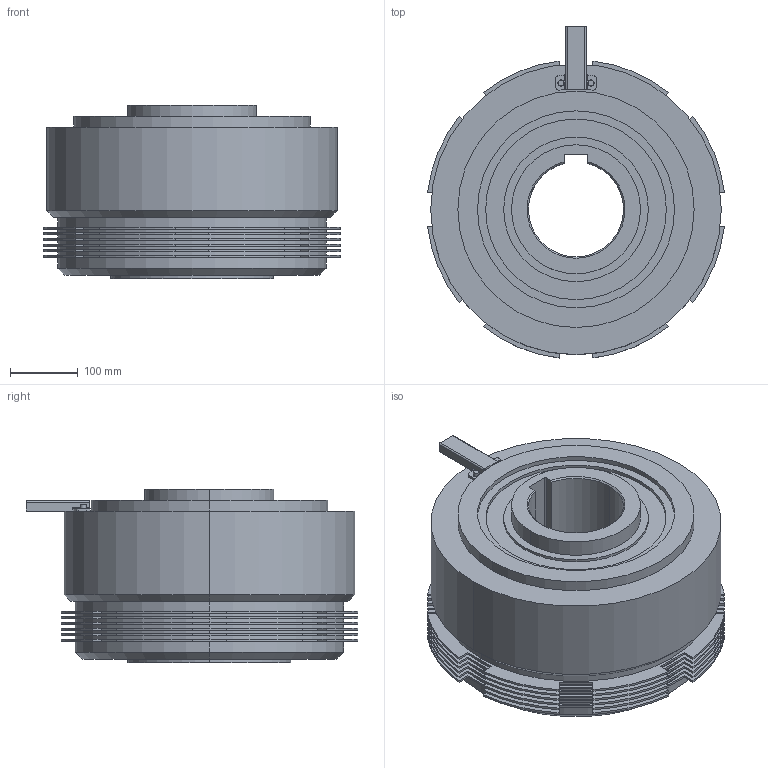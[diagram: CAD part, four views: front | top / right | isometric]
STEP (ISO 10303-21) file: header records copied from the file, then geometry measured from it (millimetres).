
FILE_DESCRIPTION (( 'STEP AP203' ), '1' );
FILE_NAME ('MDC 600_23685100_乾式多板電磁クラッチ組立.STEP', '2016-03-28T04:29:53', ( ' ' ), ( '' ), 'SwSTEP 2.0', 'SolidWorks 2009', '' );
FILE_SCHEMA (( 'CONFIG_CONTROL_DESIGN' ));
Length unit declared in the file: millimetre
Products named in the file (1): MDC 600_23685100_乾式多板電磁クラッチ組立
Bounding box: 437.15 x 488.57 x 255 mm (x, y, z)
Volume: 27135099.1 mm3; surface area: 1278156.8 mm2
Topology: 2 solids, 3 shells, 378 faces, 1003 edges, 664 vertices
Faces by surface type: plane 212, cylinder 150, cone 14, torus 2
Entity records: 11920 total; most frequent: CARTESIAN_POINT 2150, DIRECTION 2065, ORIENTED_EDGE 2006, EDGE_CURVE 1003, AXIS2_PLACEMENT_3D 703, VERTEX_POINT 664, VECTOR 659, LINE 659
